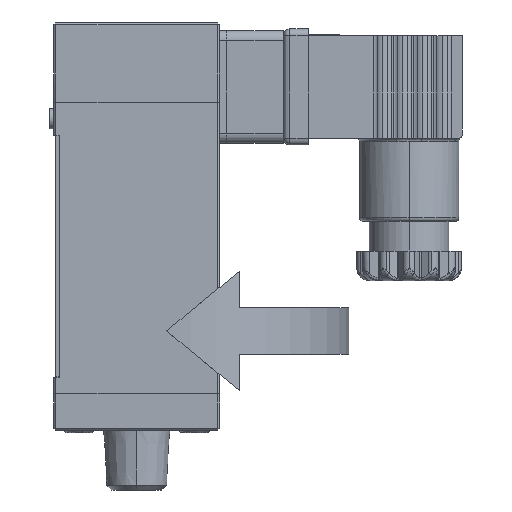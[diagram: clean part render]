
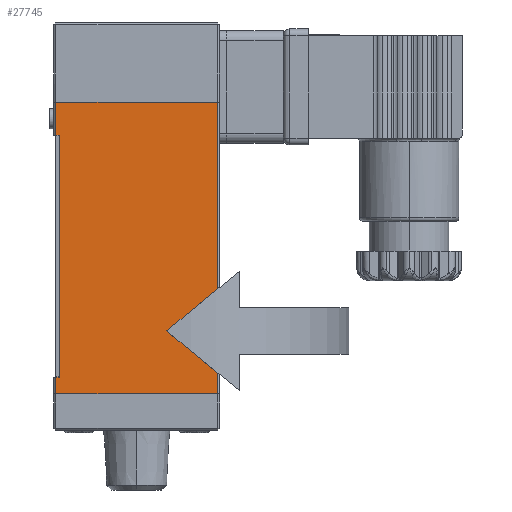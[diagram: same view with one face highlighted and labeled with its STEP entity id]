
A CAD part, front view. The second image highlights one B-rep face of the part: STEP entity #27745.
In plain terms, the highlighted planar face has unit normal (0, -1, 0).
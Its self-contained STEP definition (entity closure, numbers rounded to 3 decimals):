
#603 = ORIENTED_EDGE ( 'NONE', *, *, #13488, .F. ) ;
#632 = CARTESIAN_POINT ( 'NONE',  ( -12.742, -8.159, 22. ) ) ;
#1855 = ORIENTED_EDGE ( 'NONE', *, *, #28142, .T. ) ;
#3667 = ORIENTED_EDGE ( 'NONE', *, *, #34482, .T. ) ;
#3974 = VECTOR ( 'NONE', #28367, 1000. ) ;
#4125 = LINE ( 'NONE', #24971, #24987 ) ;
#5480 = VERTEX_POINT ( 'NONE', #22656 ) ;
#6109 = CARTESIAN_POINT ( 'NONE',  ( -11.942, -8.159, -19.5 ) ) ;
#6461 = VERTEX_POINT ( 'NONE', #20492 ) ;
#6562 = LINE ( 'NONE', #28056, #20935 ) ;
#6687 = LINE ( 'NONE', #15844, #3974 ) ;
#7245 = DIRECTION ( 'NONE',  ( -1., 0., 0. ) ) ;
#8309 = LINE ( 'NONE', #29785, #33968 ) ;
#9378 = CARTESIAN_POINT ( 'NONE',  ( -12.442, -8.159, 22. ) ) ;
#9452 = EDGE_CURVE ( 'NONE', #21535, #18067, #37613, .T. ) ;
#9898 = CARTESIAN_POINT ( 'NONE',  ( -11.942, -8.159, -19.5 ) ) ;
#11307 = AXIS2_PLACEMENT_3D ( 'NONE', #39240, #27291, #36390 ) ;
#13093 = DIRECTION ( 'NONE',  ( -1., 0., 0. ) ) ;
#13488 = EDGE_CURVE ( 'NONE', #21535, #33374, #6687, .T. ) ;
#14001 = VECTOR ( 'NONE', #39589, 1000. ) ;
#14361 = ORIENTED_EDGE ( 'NONE', *, *, #21911, .T. ) ;
#15273 = CARTESIAN_POINT ( 'NONE',  ( 11.958, -8.159, 22. ) ) ;
#15498 = ORIENTED_EDGE ( 'NONE', *, *, #9452, .T. ) ;
#15844 = CARTESIAN_POINT ( 'NONE',  ( -11.942, -8.159, -19.5 ) ) ;
#16232 = LINE ( 'NONE', #632, #21745 ) ;
#16476 = DIRECTION ( 'NONE',  ( 0., 0., -1. ) ) ;
#17989 = LINE ( 'NONE', #36748, #14001 ) ;
#18067 = VERTEX_POINT ( 'NONE', #33499 ) ;
#18193 = VECTOR ( 'NONE', #7245, 1000. ) ;
#18392 = EDGE_CURVE ( 'NONE', #37513, #36966, #16232, .T. ) ;
#18755 = ORIENTED_EDGE ( 'NONE', *, *, #28797, .T. ) ;
#20492 = CARTESIAN_POINT ( 'NONE',  ( 11.958, -8.159, -22. ) ) ;
#20935 = VECTOR ( 'NONE', #13093, 1000. ) ;
#21372 = EDGE_LOOP ( 'NONE', ( #14361, #18755, #31999, #3667, #35045, #603, #15498, #1855 ) ) ;
#21535 = VERTEX_POINT ( 'NONE', #6109 ) ;
#21745 = VECTOR ( 'NONE', #25324, 1000. ) ;
#21911 = EDGE_CURVE ( 'NONE', #32693, #6461, #39426, .T. ) ;
#22656 = CARTESIAN_POINT ( 'NONE',  ( -12.442, -8.159, 17. ) ) ;
#22869 = FACE_OUTER_BOUND ( 'NONE', #21372, .T. ) ;
#23066 = PLANE ( 'NONE',  #11307 ) ;
#24971 = CARTESIAN_POINT ( 'NONE',  ( -12.442, -8.159, 22. ) ) ;
#24987 = VECTOR ( 'NONE', #16476, 1000. ) ;
#25324 = DIRECTION ( 'NONE',  ( 1., 0., 0. ) ) ;
#25325 = CARTESIAN_POINT ( 'NONE',  ( -11.942, -8.159, 17. ) ) ;
#26293 = EDGE_CURVE ( 'NONE', #33374, #5480, #6562, .T. ) ;
#27094 = CARTESIAN_POINT ( 'NONE',  ( -12.742, -8.159, -22. ) ) ;
#27291 = DIRECTION ( 'NONE',  ( 0., 1., 0. ) ) ;
#27647 = CARTESIAN_POINT ( 'NONE',  ( -12.442, -8.159, -22. ) ) ;
#27745 = ADVANCED_FACE ( 'NONE', ( #22869 ), #23066, .F. ) ;
#27783 = VECTOR ( 'NONE', #36594, 1000. ) ;
#28056 = CARTESIAN_POINT ( 'NONE',  ( -11.942, -8.159, 17. ) ) ;
#28142 = EDGE_CURVE ( 'NONE', #18067, #32693, #4125, .T. ) ;
#28367 = DIRECTION ( 'NONE',  ( 0., 0., 1. ) ) ;
#28797 = EDGE_CURVE ( 'NONE', #6461, #36966, #17989, .T. ) ;
#29587 = DIRECTION ( 'NONE',  ( 0., 0., -1. ) ) ;
#29785 = CARTESIAN_POINT ( 'NONE',  ( -12.442, -8.159, 22. ) ) ;
#31999 = ORIENTED_EDGE ( 'NONE', *, *, #18392, .F. ) ;
#32693 = VERTEX_POINT ( 'NONE', #27647 ) ;
#33374 = VERTEX_POINT ( 'NONE', #25325 ) ;
#33499 = CARTESIAN_POINT ( 'NONE',  ( -12.442, -8.159, -19.5 ) ) ;
#33968 = VECTOR ( 'NONE', #29587, 1000. ) ;
#34482 = EDGE_CURVE ( 'NONE', #37513, #5480, #8309, .T. ) ;
#35045 = ORIENTED_EDGE ( 'NONE', *, *, #26293, .F. ) ;
#36390 = DIRECTION ( 'NONE',  ( 0., 0., 1. ) ) ;
#36594 = DIRECTION ( 'NONE',  ( 1., 0., 0. ) ) ;
#36748 = CARTESIAN_POINT ( 'NONE',  ( 11.958, -8.159, 22. ) ) ;
#36966 = VERTEX_POINT ( 'NONE', #15273 ) ;
#37513 = VERTEX_POINT ( 'NONE', #9378 ) ;
#37613 = LINE ( 'NONE', #9898, #18193 ) ;
#39240 = CARTESIAN_POINT ( 'NONE',  ( -12.742, -8.159, 22. ) ) ;
#39426 = LINE ( 'NONE', #27094, #27783 ) ;
#39589 = DIRECTION ( 'NONE',  ( 0., 0., 1. ) ) ;
